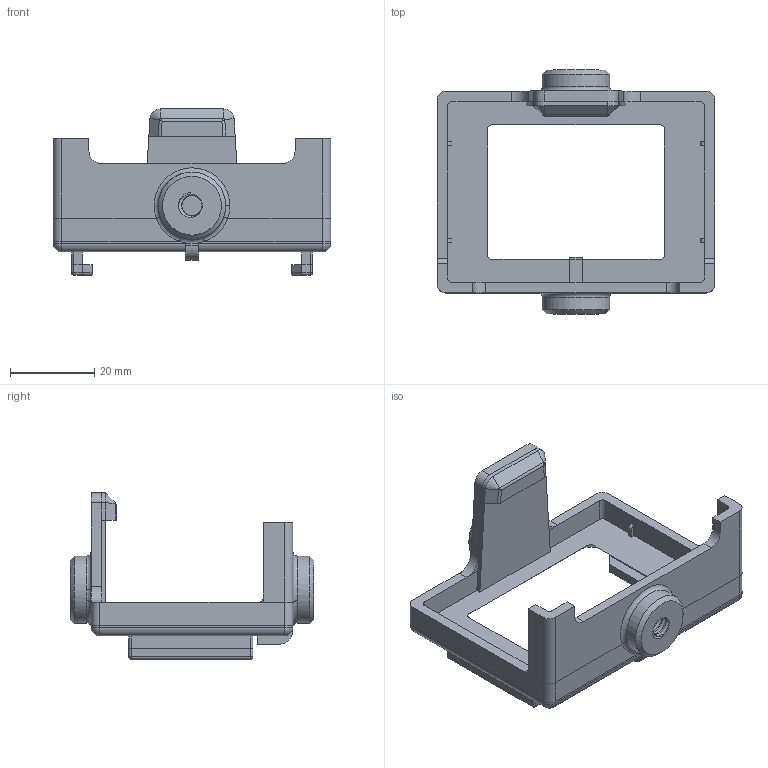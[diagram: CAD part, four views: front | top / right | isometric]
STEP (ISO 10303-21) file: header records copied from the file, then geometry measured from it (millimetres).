
FILE_DESCRIPTION(('FreeCAD Model'),'2;1');
FILE_NAME('Boîtier dashcam.step', '2020-11-30T17:40:42',('Author'),(''), 'Open CASCADE STEP processor 7.4','FreeCAD','Unknown');
FILE_SCHEMA(('AUTOMOTIVE_DESIGN { 1 0 10303 214 1 1 1 1 }'));
Length unit declared in the file: millimetre
Products named in the file (1): Cut001
Bounding box: 66 x 58 x 39.5 mm (x, y, z)
Volume: 14976.4 mm3; surface area: 11908 mm2
Topology: 1 solids, 1 shells, 261 faces, 625 edges, 354 vertices
Faces by surface type: plane 119, cylinder 70, bspline 40, sphere 12, cone 12, torus 8
Full cylindrical faces by diameter (mm): 16 x2
Entity records: 19029 total; most frequent: CARTESIAN_POINT 6660, DIRECTION 2188, LINE 1411, VECTOR 1411, ORIENTED_EDGE 1222, PCURVE 1222, DEFINITIONAL_REPRESENTATION 1222, EDGE_CURVE 611
